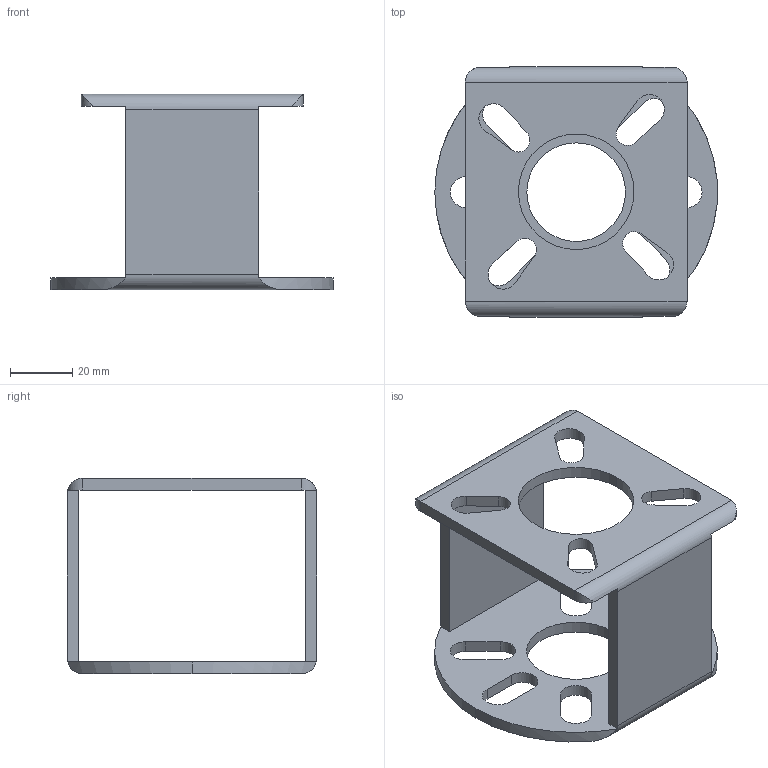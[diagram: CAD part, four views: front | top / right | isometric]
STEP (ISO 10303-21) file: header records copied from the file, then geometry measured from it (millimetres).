
FILE_DESCRIPTION (( 'STEP AP214' ), '1' );
FILE_NAME ('SC-BV2-6JA-200-RAT-Bracket.step', '2025-10-16T12:58:24', ( 'KTP' ), ( '' ), 'SwSTEP 2.0', 'SolidWorks 2021', '' );
FILE_SCHEMA (( 'AUTOMOTIVE_DESIGN' ));
Length unit declared in the file: millimetre
Products named in the file (1): SC-BV2-6JA-200-RAT-Bracket
Bounding box: 90.45 x 80 x 62.6 mm (x, y, z)
Volume: 47809 mm3; surface area: 30418.6 mm2
Topology: 1 solids, 1 shells, 79 faces, 233 edges, 154 vertices
Faces by surface type: cylinder 45, plane 34
Entity records: 2803 total; most frequent: CARTESIAN_POINT 543, DIRECTION 471, ORIENTED_EDGE 466, EDGE_CURVE 233, AXIS2_PLACEMENT_3D 166, VERTEX_POINT 154, LINE 139, VECTOR 139
